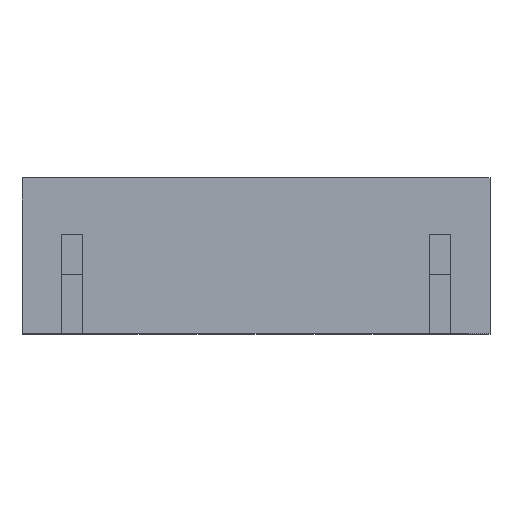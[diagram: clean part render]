
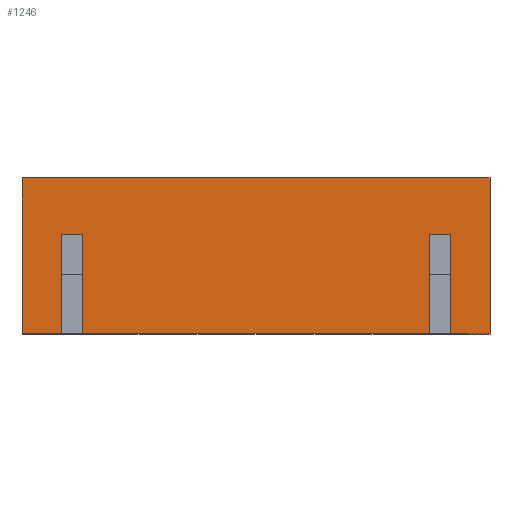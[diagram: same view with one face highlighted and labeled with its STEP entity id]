
A CAD part, top view. The second image highlights one B-rep face of the part: STEP entity #1246.
In plain terms, the highlighted planar face has unit normal (0, 0, 1).
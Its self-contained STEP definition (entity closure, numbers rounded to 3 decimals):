
#1162 = VERTEX_POINT ( 'NONE', #4153 ) ;
#1166 = VERTEX_POINT ( 'NONE', #4148 ) ;
#1195 = EDGE_CURVE ( 'NONE', #1166, #1162, #4103, .T. ) ;
#1246 = ADVANCED_FACE ( 'NONE', ( #4344 ), #4328, .F. ) ;
#1247 = EDGE_LOOP ( 'NONE', ( #1248, #1252, #1255, #1275, #1278, #1281, #1258, #1261, #1264, #1266, #1267, #1284 ) ) ;
#1248 = ORIENTED_EDGE ( 'NONE', *, *, #1249, .F. ) ;
#1249 = EDGE_CURVE ( 'NONE', #1250, #1251, #4323, .T. ) ;
#1250 = VERTEX_POINT ( 'NONE', #4319 ) ;
#1251 = VERTEX_POINT ( 'NONE', #4270 ) ;
#1252 = ORIENTED_EDGE ( 'NONE', *, *, #1253, .T. ) ;
#1253 = EDGE_CURVE ( 'NONE', #1250, #1254, #4269, .T. ) ;
#1254 = VERTEX_POINT ( 'NONE', #4265 ) ;
#1255 = ORIENTED_EDGE ( 'NONE', *, *, #1256, .T. ) ;
#1256 = EDGE_CURVE ( 'NONE', #1254, #1257, #4264, .T. ) ;
#1257 = VERTEX_POINT ( 'NONE', #4315 ) ;
#1258 = ORIENTED_EDGE ( 'NONE', *, *, #1259, .T. ) ;
#1259 = EDGE_CURVE ( 'NONE', #1283, #1260, #4314, .T. ) ;
#1260 = VERTEX_POINT ( 'NONE', #4310 ) ;
#1261 = ORIENTED_EDGE ( 'NONE', *, *, #1262, .T. ) ;
#1262 = EDGE_CURVE ( 'NONE', #1260, #1263, #4309, .T. ) ;
#1263 = VERTEX_POINT ( 'NONE', #4305 ) ;
#1264 = ORIENTED_EDGE ( 'NONE', *, *, #1265, .F. ) ;
#1265 = EDGE_CURVE ( 'NONE', #1162, #1263, #4299, .T. ) ;
#1266 = ORIENTED_EDGE ( 'NONE', *, *, #1195, .F. ) ;
#1267 = ORIENTED_EDGE ( 'NONE', *, *, #1268, .T. ) ;
#1268 = EDGE_CURVE ( 'NONE', #1166, #1269, #4295, .T. ) ;
#1269 = VERTEX_POINT ( 'NONE', #4291 ) ;
#1275 = ORIENTED_EDGE ( 'NONE', *, *, #1276, .T. ) ;
#1276 = EDGE_CURVE ( 'NONE', #1257, #1277, #4281, .T. ) ;
#1277 = VERTEX_POINT ( 'NONE', #4277 ) ;
#1278 = ORIENTED_EDGE ( 'NONE', *, *, #1279, .F. ) ;
#1279 = EDGE_CURVE ( 'NONE', #1280, #1277, #4276, .T. ) ;
#1280 = VERTEX_POINT ( 'NONE', #4272 ) ;
#1281 = ORIENTED_EDGE ( 'NONE', *, *, #1282, .T. ) ;
#1282 = EDGE_CURVE ( 'NONE', #1280, #1283, #4262, .T. ) ;
#1283 = VERTEX_POINT ( 'NONE', #4258 ) ;
#1284 = ORIENTED_EDGE ( 'NONE', *, *, #1285, .T. ) ;
#1285 = EDGE_CURVE ( 'NONE', #1269, #1251, #4256, .T. ) ;
#4100 = DIRECTION ( 'NONE',  ( 0., -1., 0. ) ) ;
#4101 = VECTOR ( 'NONE', #4100, 1000. ) ;
#4102 = CARTESIAN_POINT ( 'NONE',  ( 7.5, 0., 0. ) ) ;
#4103 = LINE ( 'NONE', #4102, #4101 ) ;
#4148 = CARTESIAN_POINT ( 'NONE',  ( 7.5, 5., 0. ) ) ;
#4153 = CARTESIAN_POINT ( 'NONE',  ( 7.5, 0., 0. ) ) ;
#4253 = DIRECTION ( 'NONE',  ( 0., -1., 0. ) ) ;
#4254 = VECTOR ( 'NONE', #4253, 1000. ) ;
#4255 = CARTESIAN_POINT ( 'NONE',  ( -7.5, 0., 0. ) ) ;
#4256 = LINE ( 'NONE', #4255, #4254 ) ;
#4258 = CARTESIAN_POINT ( 'NONE',  ( 5.55, 3.2, 0. ) ) ;
#4259 = DIRECTION ( 'NONE',  ( 0., 1., 0. ) ) ;
#4260 = VECTOR ( 'NONE', #4259, 1000. ) ;
#4261 = CARTESIAN_POINT ( 'NONE',  ( 5.55, 3.2, 0. ) ) ;
#4262 = LINE ( 'NONE', #4261, #4260 ) ;
#4264 = LINE ( 'NONE', #4318, #4317 ) ;
#4265 = CARTESIAN_POINT ( 'NONE',  ( -6.25, 3.2, 0. ) ) ;
#4266 = DIRECTION ( 'NONE',  ( 0., 1., 0. ) ) ;
#4267 = VECTOR ( 'NONE', #4266, 1000. ) ;
#4268 = CARTESIAN_POINT ( 'NONE',  ( -6.25, 3.2, 0. ) ) ;
#4269 = LINE ( 'NONE', #4268, #4267 ) ;
#4270 = CARTESIAN_POINT ( 'NONE',  ( -7.5, 0., 0. ) ) ;
#4272 = CARTESIAN_POINT ( 'NONE',  ( 5.55, 0., 0. ) ) ;
#4273 = DIRECTION ( 'NONE',  ( -1., 0., 0. ) ) ;
#4274 = VECTOR ( 'NONE', #4273, 1000. ) ;
#4275 = CARTESIAN_POINT ( 'NONE',  ( 7.5, 0., 0. ) ) ;
#4276 = LINE ( 'NONE', #4275, #4274 ) ;
#4277 = CARTESIAN_POINT ( 'NONE',  ( -5.55, 0., 0. ) ) ;
#4278 = DIRECTION ( 'NONE',  ( 0., -1., 0. ) ) ;
#4279 = VECTOR ( 'NONE', #4278, 1000. ) ;
#4280 = CARTESIAN_POINT ( 'NONE',  ( -5.55, 3.2, 0. ) ) ;
#4281 = LINE ( 'NONE', #4280, #4279 ) ;
#4291 = CARTESIAN_POINT ( 'NONE',  ( -7.5, 5., 0. ) ) ;
#4292 = DIRECTION ( 'NONE',  ( -1., 0., 0. ) ) ;
#4293 = VECTOR ( 'NONE', #4292, 1000. ) ;
#4294 = CARTESIAN_POINT ( 'NONE',  ( 7.5, 5., 0. ) ) ;
#4295 = LINE ( 'NONE', #4294, #4293 ) ;
#4296 = DIRECTION ( 'NONE',  ( -1., 0., 0. ) ) ;
#4297 = VECTOR ( 'NONE', #4296, 1000. ) ;
#4298 = CARTESIAN_POINT ( 'NONE',  ( 7.5, 0., 0. ) ) ;
#4299 = LINE ( 'NONE', #4298, #4297 ) ;
#4305 = CARTESIAN_POINT ( 'NONE',  ( 6.25, 0., 0. ) ) ;
#4306 = DIRECTION ( 'NONE',  ( 0., -1., 0. ) ) ;
#4307 = VECTOR ( 'NONE', #4306, 1000. ) ;
#4308 = CARTESIAN_POINT ( 'NONE',  ( 6.25, 3.2, 0. ) ) ;
#4309 = LINE ( 'NONE', #4308, #4307 ) ;
#4310 = CARTESIAN_POINT ( 'NONE',  ( 6.25, 3.2, 0. ) ) ;
#4311 = DIRECTION ( 'NONE',  ( 1., 0., 0. ) ) ;
#4312 = VECTOR ( 'NONE', #4311, 1000. ) ;
#4313 = CARTESIAN_POINT ( 'NONE',  ( 6.25, 3.2, 0. ) ) ;
#4314 = LINE ( 'NONE', #4313, #4312 ) ;
#4315 = CARTESIAN_POINT ( 'NONE',  ( -5.55, 3.2, 0. ) ) ;
#4316 = DIRECTION ( 'NONE',  ( 1., 0., 0. ) ) ;
#4317 = VECTOR ( 'NONE', #4316, 1000. ) ;
#4318 = CARTESIAN_POINT ( 'NONE',  ( -6.25, 3.2, 0. ) ) ;
#4319 = CARTESIAN_POINT ( 'NONE',  ( -6.25, 0., 0. ) ) ;
#4320 = DIRECTION ( 'NONE',  ( -1., 0., 0. ) ) ;
#4321 = VECTOR ( 'NONE', #4320, 1000. ) ;
#4322 = CARTESIAN_POINT ( 'NONE',  ( 7.5, 0., 0. ) ) ;
#4323 = LINE ( 'NONE', #4322, #4321 ) ;
#4324 = DIRECTION ( 'NONE',  ( -1., 0., 0. ) ) ;
#4325 = DIRECTION ( 'NONE',  ( 0., 0., -1. ) ) ;
#4326 = CARTESIAN_POINT ( 'NONE',  ( 7.5, 0., 0. ) ) ;
#4327 = AXIS2_PLACEMENT_3D ( 'NONE', #4326, #4325, #4324 ) ;
#4328 = PLANE ( 'NONE',  #4327 ) ;
#4344 = FACE_OUTER_BOUND ( 'NONE', #1247, .T. ) ;
